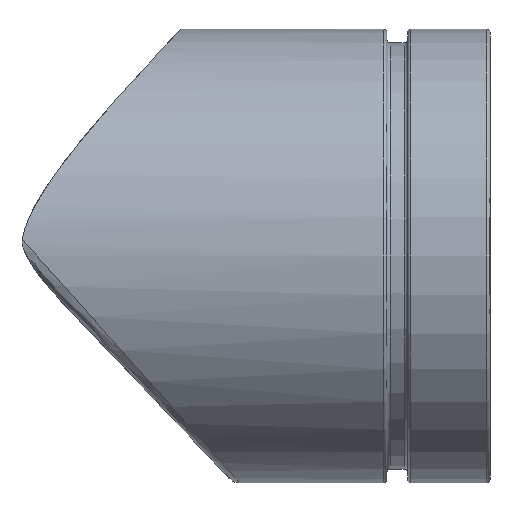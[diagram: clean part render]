
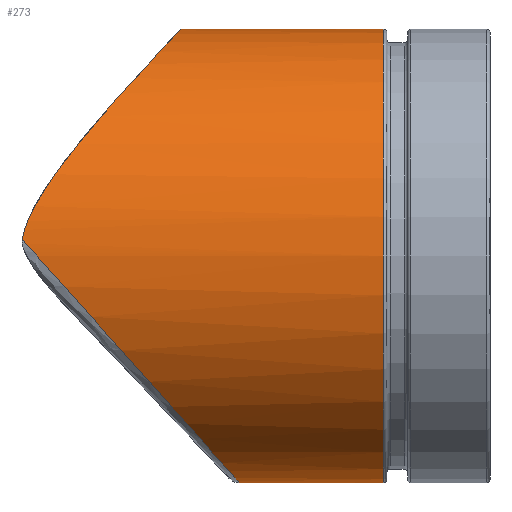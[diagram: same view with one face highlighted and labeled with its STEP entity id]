
A CAD part, left-side view. The second image highlights one B-rep face of the part: STEP entity #273.
In plain terms, the highlighted cylindrical face has radius 33 mm (diameter 66 mm), a full revolution.
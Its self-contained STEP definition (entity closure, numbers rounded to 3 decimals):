
#30=ELLIPSE('',#306,44.219,33.);
#31=ELLIPSE('',#307,44.219,33.);
#32=ELLIPSE('',#308,44.219,33.);
#35=LINE('',#594,#39);
#39=VECTOR('',#355,33.);
#43=CIRCLE('',#305,33.);
#44=CIRCLE('',#309,33.);
#69=FACE_OUTER_BOUND('',#86,.T.);
#86=EDGE_LOOP('',(#190,#191,#192,#193,#194,#195,#196,#197));
#107=B_SPLINE_CURVE_WITH_KNOTS('',3,(#475,#476,#477,#478,#479,#480,#481,
#482,#483,#484,#485,#486,#487,#488,#489,#490,#491,#492,#493,#494,#495,#496,
#497,#498,#499,#500,#501,#502,#503,#504,#505,#506,#507,#508,#509,#510,#511,
#512),.UNSPECIFIED.,.F.,.F.,(4,2,2,2,2,2,2,2,2,2,2,2,2,2,2,2,2,2,4),(0.255,
0.379,0.757,1.514,2.271,3.028,
3.702,4.375,5.049,5.722,6.396,
7.069,7.743,8.417,9.174,9.931,
10.688,11.066,11.19),.UNSPECIFIED.);
#115=VERTEX_POINT('',#463);
#116=VERTEX_POINT('',#474);
#120=VERTEX_POINT('',#590);
#121=VERTEX_POINT('',#591);
#122=VERTEX_POINT('',#593);
#123=VERTEX_POINT('',#595);
#143=EDGE_CURVE('',#116,#115,#107,.T.);
#148=EDGE_CURVE('',#120,#121,#43,.T.);
#149=EDGE_CURVE('',#120,#122,#35,.T.);
#150=EDGE_CURVE('',#123,#122,#30,.T.);
#151=EDGE_CURVE('',#116,#123,#31,.T.);
#152=EDGE_CURVE('',#122,#115,#32,.T.);
#153=EDGE_CURVE('',#121,#120,#44,.T.);
#190=ORIENTED_EDGE('',*,*,#148,.F.);
#191=ORIENTED_EDGE('',*,*,#149,.T.);
#192=ORIENTED_EDGE('',*,*,#150,.F.);
#193=ORIENTED_EDGE('',*,*,#151,.F.);
#194=ORIENTED_EDGE('',*,*,#143,.T.);
#195=ORIENTED_EDGE('',*,*,#152,.F.);
#196=ORIENTED_EDGE('',*,*,#149,.F.);
#197=ORIENTED_EDGE('',*,*,#153,.F.);
#268=CYLINDRICAL_SURFACE('',#304,33.);
#273=ADVANCED_FACE('',(#69),#268,.T.);
#304=AXIS2_PLACEMENT_3D('',#589,#351,#352);
#305=AXIS2_PLACEMENT_3D('',#592,#353,#354);
#306=AXIS2_PLACEMENT_3D('',#596,#356,#357);
#307=AXIS2_PLACEMENT_3D('',#597,#358,#359);
#308=AXIS2_PLACEMENT_3D('',#598,#360,#361);
#309=AXIS2_PLACEMENT_3D('',#599,#362,#363);
#351=DIRECTION('center_axis',(0.,-1.,0.));
#352=DIRECTION('ref_axis',(1.,0.,0.));
#353=DIRECTION('center_axis',(0.,-1.,0.));
#354=DIRECTION('ref_axis',(1.,0.,0.));
#355=DIRECTION('',(0.,1.,0.));
#356=DIRECTION('center_axis',(0.,0.746,-0.666));
#357=DIRECTION('ref_axis',(0.,0.666,0.746));
#358=DIRECTION('center_axis',(0.,0.746,-0.666));
#359=DIRECTION('ref_axis',(0.,0.666,0.746));
#360=DIRECTION('center_axis',(0.,0.746,-0.666));
#361=DIRECTION('ref_axis',(0.,0.666,0.746));
#362=DIRECTION('center_axis',(0.,-1.,0.));
#363=DIRECTION('ref_axis',(1.,0.,0.));
#463=CARTESIAN_POINT('',(-32.91,-11.914,97.44));
#474=CARTESIAN_POINT('',(32.91,-11.914,97.44));
#475=CARTESIAN_POINT('Ctrl Pts',(32.91,-11.914,97.44));
#476=CARTESIAN_POINT('Ctrl Pts',(32.882,-11.992,97.819));
#477=CARTESIAN_POINT('Ctrl Pts',(32.847,-12.086,98.192));
#478=CARTESIAN_POINT('Ctrl Pts',(32.686,-12.52,99.681));
#479=CARTESIAN_POINT('Ctrl Pts',(32.512,-12.972,100.752));
#480=CARTESIAN_POINT('Ctrl Pts',(31.852,-14.551,103.888));
#481=CARTESIAN_POINT('Ctrl Pts',(31.228,-15.891,105.873));
#482=CARTESIAN_POINT('Ctrl Pts',(29.595,-18.759,109.751));
#483=CARTESIAN_POINT('Ctrl Pts',(28.586,-20.284,111.624));
#484=CARTESIAN_POINT('Ctrl Pts',(26.211,-23.273,115.163));
#485=CARTESIAN_POINT('Ctrl Pts',(24.842,-24.738,116.827));
#486=CARTESIAN_POINT('Ctrl Pts',(21.993,-27.287,119.676));
#487=CARTESIAN_POINT('Ctrl Pts',(20.453,-28.475,120.981));
#488=CARTESIAN_POINT('Ctrl Pts',(17.021,-30.65,123.348));
#489=CARTESIAN_POINT('Ctrl Pts',(15.13,-31.636,124.41));
#490=CARTESIAN_POINT('Ctrl Pts',(11.092,-33.267,126.158));
#491=CARTESIAN_POINT('Ctrl Pts',(8.941,-33.914,126.846));
#492=CARTESIAN_POINT('Ctrl Pts',(4.517,-34.78,127.767));
#493=CARTESIAN_POINT('Ctrl Pts',(2.245,-35.,128.));
#494=CARTESIAN_POINT('Ctrl Pts',(-2.245,-35.,128.));
#495=CARTESIAN_POINT('Ctrl Pts',(-4.517,-34.78,127.767));
#496=CARTESIAN_POINT('Ctrl Pts',(-8.941,-33.914,126.846));
#497=CARTESIAN_POINT('Ctrl Pts',(-11.092,-33.267,126.158));
#498=CARTESIAN_POINT('Ctrl Pts',(-15.13,-31.636,124.41));
#499=CARTESIAN_POINT('Ctrl Pts',(-17.021,-30.65,123.348));
#500=CARTESIAN_POINT('Ctrl Pts',(-20.453,-28.475,120.981));
#501=CARTESIAN_POINT('Ctrl Pts',(-21.993,-27.287,119.676));
#502=CARTESIAN_POINT('Ctrl Pts',(-24.842,-24.738,116.827));
#503=CARTESIAN_POINT('Ctrl Pts',(-26.211,-23.273,115.163));
#504=CARTESIAN_POINT('Ctrl Pts',(-28.586,-20.284,111.624));
#505=CARTESIAN_POINT('Ctrl Pts',(-29.595,-18.759,109.751));
#506=CARTESIAN_POINT('Ctrl Pts',(-31.228,-15.891,105.873));
#507=CARTESIAN_POINT('Ctrl Pts',(-31.852,-14.551,103.888));
#508=CARTESIAN_POINT('Ctrl Pts',(-32.512,-12.972,100.752));
#509=CARTESIAN_POINT('Ctrl Pts',(-32.686,-12.52,99.681));
#510=CARTESIAN_POINT('Ctrl Pts',(-32.847,-12.086,98.192));
#511=CARTESIAN_POINT('Ctrl Pts',(-32.882,-11.992,97.819));
#512=CARTESIAN_POINT('Ctrl Pts',(-32.91,-11.914,97.44));
#589=CARTESIAN_POINT('Origin',(0.,20.,95.));
#590=CARTESIAN_POINT('',(-33.,-64.5,95.));
#591=CARTESIAN_POINT('',(0.,-64.5,62.));
#592=CARTESIAN_POINT('Origin',(0.,-64.5,95.));
#593=CARTESIAN_POINT('',(-33.,-14.09,95.));
#594=CARTESIAN_POINT('',(-33.,20.,95.));
#595=CARTESIAN_POINT('',(0.,-43.524,62.));
#596=CARTESIAN_POINT('Origin',(0.,-14.09,95.));
#597=CARTESIAN_POINT('Origin',(0.,-14.09,95.));
#598=CARTESIAN_POINT('Origin',(0.,-14.09,95.));
#599=CARTESIAN_POINT('Origin',(0.,-64.5,95.));
